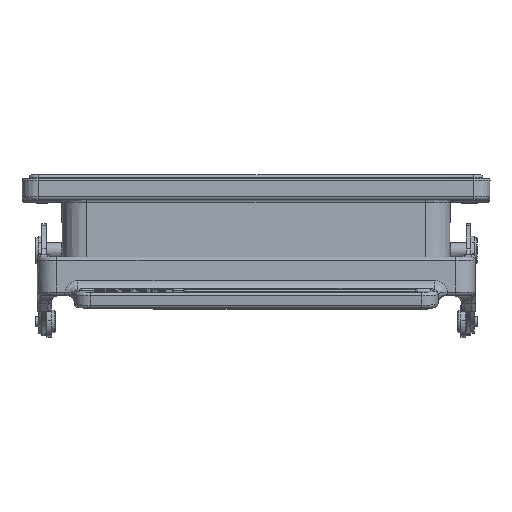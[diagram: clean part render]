
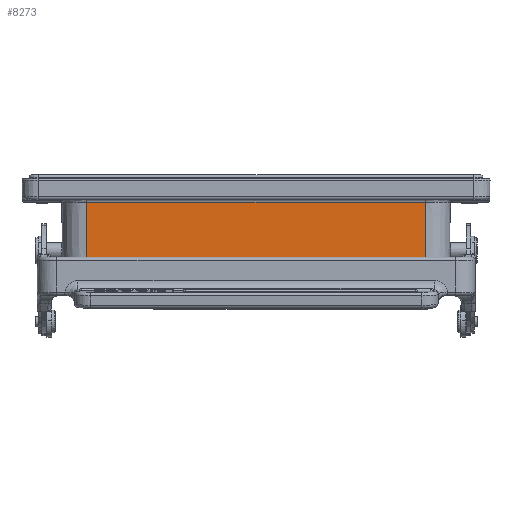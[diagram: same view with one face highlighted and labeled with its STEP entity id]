
A CAD part, top view. The second image highlights one B-rep face of the part: STEP entity #8273.
In plain terms, the highlighted planar face has unit normal (0, -0.009, 1).
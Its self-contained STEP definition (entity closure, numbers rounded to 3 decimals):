
#8273=ADVANCED_FACE('',(#10532),#9294,.T.);
#9294=PLANE('',#34988);
#10532=FACE_OUTER_BOUND('',#12287,.T.);
#12287=EDGE_LOOP('',(#18634,#18635,#18636,#18637));
#18634=ORIENTED_EDGE('',*,*,#27513,.T.);
#18635=ORIENTED_EDGE('',*,*,#27521,.T.);
#18636=ORIENTED_EDGE('',*,*,#27522,.T.);
#18637=ORIENTED_EDGE('',*,*,#27523,.T.);
#23625=VERTEX_POINT('',#55027);
#23626=VERTEX_POINT('',#55036);
#23629=VERTEX_POINT('',#55045);
#23632=VERTEX_POINT('',#55061);
#27513=EDGE_CURVE('',#23625,#23626,#30334,.T.);
#27521=EDGE_CURVE('',#23626,#23629,#30336,.T.);
#27522=EDGE_CURVE('',#23629,#23632,#30337,.T.);
#27523=EDGE_CURVE('',#23632,#23625,#30338,.T.);
#30334=LINE('',#55037,#32466);
#30336=LINE('',#55058,#32468);
#30337=LINE('',#55060,#32469);
#30338=LINE('',#55062,#32470);
#32466=VECTOR('',#41629,1.);
#32468=VECTOR('',#41647,1.);
#32469=VECTOR('',#41650,1.);
#32470=VECTOR('',#41651,1.);
#34988=AXIS2_PLACEMENT_3D('',#55063,#41652,#41653);
#41629=DIRECTION('',(0.,1.,0.009));
#41647=DIRECTION('',(-1.,0.,0.));
#41650=DIRECTION('',(0.,-1.,-0.009));
#41651=DIRECTION('',(1.,0.,0.));
#41652=DIRECTION('',(0.,-0.009,1.));
#41653=DIRECTION('',(-1.,0.,0.));
#55027=CARTESIAN_POINT('',(52.5,0.,21.5));
#55036=CARTESIAN_POINT('',(52.5,18.207,21.659));
#55037=CARTESIAN_POINT('',(52.5,9.037,21.579));
#55045=CARTESIAN_POINT('',(-52.5,18.207,21.659));
#55058=CARTESIAN_POINT('',(-62.864,18.207,21.659));
#55060=CARTESIAN_POINT('',(-52.5,9.037,21.579));
#55061=CARTESIAN_POINT('',(-52.5,0.,21.5));
#55062=CARTESIAN_POINT('',(-52.5,0.,21.5));
#55063=CARTESIAN_POINT('',(-62.864,0.,21.5));
